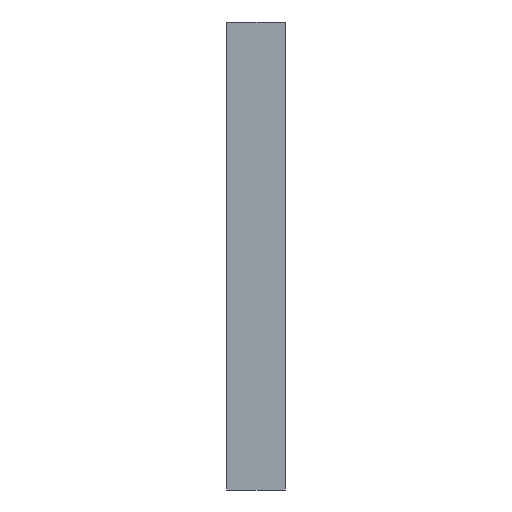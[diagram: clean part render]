
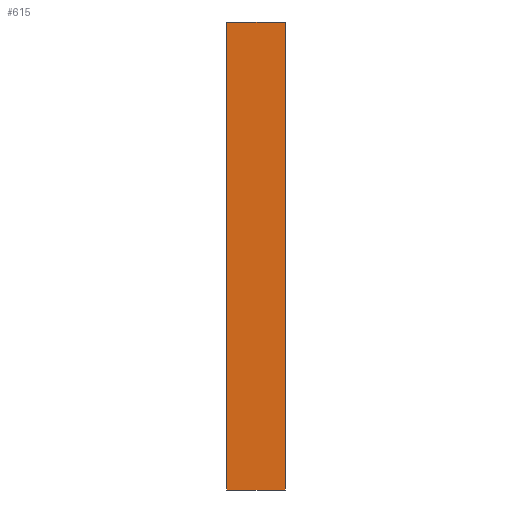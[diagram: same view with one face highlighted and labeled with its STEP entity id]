
A CAD part, left-side view. The second image highlights one B-rep face of the part: STEP entity #615.
In plain terms, the highlighted free-form (B-spline) face has degree [1, 1] with [2, 2] control points.
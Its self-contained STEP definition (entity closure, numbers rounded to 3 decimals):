
#580=(
BOUNDED_SURFACE()
B_SPLINE_SURFACE(1,1,((#581,#582),(#583,#584)),.UNSPECIFIED.,.F.,.F.,.F.)
B_SPLINE_SURFACE_WITH_KNOTS((2,2),(2,2),(0.000,1.000),(0.000,1.000),.UNSPECIFIED.)
GEOMETRIC_REPRESENTATION_ITEM()
RATIONAL_B_SPLINE_SURFACE(((1.,1.),(1.,1.)))
REPRESENTATION_ITEM('')
SURFACE()
);
#581=CARTESIAN_POINT('',(-29.836,4.394,40.));
#582=CARTESIAN_POINT('',(-29.836,4.394,0.));
#583=CARTESIAN_POINT('',(-29.836,9.394,40.));
#584=CARTESIAN_POINT('',(-29.836,9.394,0.));
#585=CARTESIAN_POINT('',(-29.836,4.394,40.));
#586=VERTEX_POINT('',#585);
#587=(
BOUNDED_CURVE()
B_SPLINE_CURVE(1,(#588,#589),.UNSPECIFIED.,.F.,.F.)
B_SPLINE_CURVE_WITH_KNOTS((2,2),(0.000,1.000),.UNSPECIFIED.)
CURVE()
GEOMETRIC_REPRESENTATION_ITEM()
RATIONAL_B_SPLINE_CURVE((1.,1.))
REPRESENTATION_ITEM('')
);
#588=CARTESIAN_POINT('',(-29.836,4.394,40.));
#589=CARTESIAN_POINT('',(-29.836,4.394,0.));
#590=CARTESIAN_POINT('',(-29.836,4.394,0.));
#591=VERTEX_POINT('',#590);
#592=EDGE_CURVE('',#586,#591,#587,.T.);
#593=ORIENTED_EDGE('',*,*,#592,.T.);
#594=(
BOUNDED_CURVE()
B_SPLINE_CURVE(1,(#595,#596),.UNSPECIFIED.,.F.,.F.)
B_SPLINE_CURVE_WITH_KNOTS((2,2),(0.000,1.000),.UNSPECIFIED.)
CURVE()
GEOMETRIC_REPRESENTATION_ITEM()
RATIONAL_B_SPLINE_CURVE((1.,1.))
REPRESENTATION_ITEM('')
);
#595=CARTESIAN_POINT('',(-29.836,4.394,0.));
#596=CARTESIAN_POINT('',(-29.836,9.394,0.));
#597=CARTESIAN_POINT('',(-29.836,9.394,0.));
#598=VERTEX_POINT('',#597);
#599=EDGE_CURVE('',#591,#598,#594,.T.);
#600=ORIENTED_EDGE('',*,*,#599,.T.);
#601=(
BOUNDED_CURVE()
B_SPLINE_CURVE(1,(#602,#603),.UNSPECIFIED.,.F.,.F.)
B_SPLINE_CURVE_WITH_KNOTS((2,2),(0.000,1.000),.UNSPECIFIED.)
CURVE()
GEOMETRIC_REPRESENTATION_ITEM()
RATIONAL_B_SPLINE_CURVE((1.,1.))
REPRESENTATION_ITEM('')
);
#602=CARTESIAN_POINT('',(-29.836,9.394,0.));
#603=CARTESIAN_POINT('',(-29.836,9.394,40.));
#604=CARTESIAN_POINT('',(-29.836,9.394,40.));
#605=VERTEX_POINT('',#604);
#606=EDGE_CURVE('',#598,#605,#601,.T.);
#607=ORIENTED_EDGE('',*,*,#606,.T.);
#608=(
BOUNDED_CURVE()
B_SPLINE_CURVE(1,(#609,#610),.UNSPECIFIED.,.F.,.F.)
B_SPLINE_CURVE_WITH_KNOTS((2,2),(0.000,1.000),.UNSPECIFIED.)
CURVE()
GEOMETRIC_REPRESENTATION_ITEM()
RATIONAL_B_SPLINE_CURVE((1.,1.))
REPRESENTATION_ITEM('')
);
#609=CARTESIAN_POINT('',(-29.836,9.394,40.));
#610=CARTESIAN_POINT('',(-29.836,4.394,40.));
#611=EDGE_CURVE('',#605,#586,#608,.T.);
#612=ORIENTED_EDGE('',*,*,#611,.T.);
#613=EDGE_LOOP('',(#593,#600,#607,#612));
#614=FACE_OUTER_BOUND('',#613,.T.);
#615=ADVANCED_FACE('',(#614),#580,.T.);
